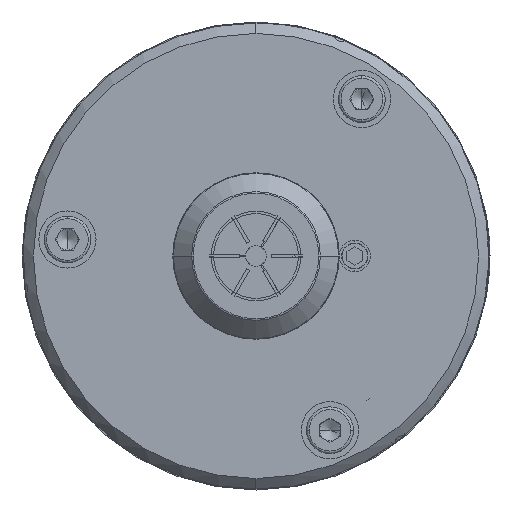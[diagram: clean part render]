
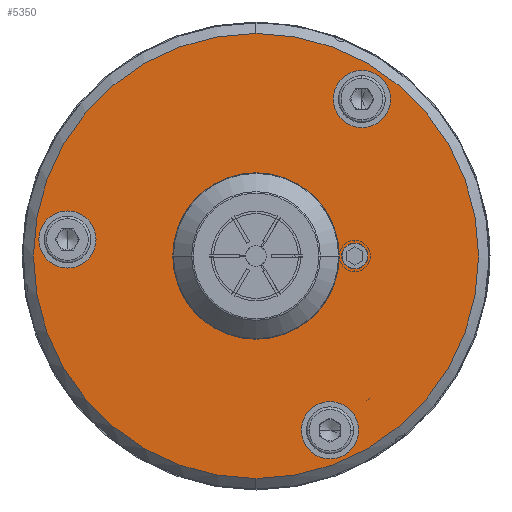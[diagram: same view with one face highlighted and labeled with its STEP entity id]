
A CAD part, left-side view. The second image highlights one B-rep face of the part: STEP entity #5350.
In plain terms, the highlighted planar face has unit normal (-1, 0, 0).
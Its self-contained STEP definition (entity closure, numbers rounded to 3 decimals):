
#162 = VERTEX_POINT ( 'NONE', #6983 ) ;
#163 = VERTEX_POINT ( 'NONE', #6986 ) ;
#208 = VERTEX_POINT ( 'NONE', #6378 ) ;
#229 = VERTEX_POINT ( 'NONE', #6265 ) ;
#252 = VERTEX_POINT ( 'NONE', #6739 ) ;
#264 = VERTEX_POINT ( 'NONE', #6515 ) ;
#288 = VERTEX_POINT ( 'NONE', #6933 ) ;
#301 = VERTEX_POINT ( 'NONE', #6668 ) ;
#386 = VERTEX_POINT ( 'NONE', #6766 ) ;
#455 = VERTEX_POINT ( 'NONE', #6921 ) ;
#485 = VERTEX_POINT ( 'NONE', #6871 ) ;
#527 = VERTEX_POINT ( 'NONE', #6376 ) ;
#1032 = EDGE_LOOP ( 'NONE', ( #4851, #4849 ) ) ;
#1397 = CARTESIAN_POINT ( 'NONE',  ( -125.9, -7.111, -16.753 ) ) ;
#1400 = DIRECTION ( 'NONE',  ( -1., 0., 0. ) ) ;
#1402 = DIRECTION ( 'NONE',  ( 0., 0., -1. ) ) ;
#1440 = DIRECTION ( 'NONE',  ( 1., 0., 0. ) ) ;
#1570 = DIRECTION ( 'NONE',  ( 0., 0., 1. ) ) ;
#1613 = CARTESIAN_POINT ( 'NONE',  ( -125.9, 18.131, 1.586 ) ) ;
#1632 = DIRECTION ( 'NONE',  ( -1., 0., 0. ) ) ;
#1648 = CARTESIAN_POINT ( 'NONE',  ( -125.9, 0., 0. ) ) ;
#1714 = CARTESIAN_POINT ( 'NONE',  ( -125.9, 0., 0. ) ) ;
#1729 = DIRECTION ( 'NONE',  ( 1., 0., 0. ) ) ;
#1734 = DIRECTION ( 'NONE',  ( 0., 0., -1. ) ) ;
#1747 = DIRECTION ( 'NONE',  ( 0., 0., 1. ) ) ;
#1789 = CIRCLE ( 'NONE', #10229, 2.75 ) ;
#1803 = CIRCLE ( 'NONE', #9589, 7.2 ) ;
#1871 = CIRCLE ( 'NONE', #9486, 21.4 ) ;
#1911 = CIRCLE ( 'NONE', #11339, 2.75 ) ;
#2235 = CIRCLE ( 'NONE', #9331, 7.2 ) ;
#2601 = CIRCLE ( 'NONE', #9948, 1.25 ) ;
#2636 = CIRCLE ( 'NONE', #9353, 2.75 ) ;
#2726 = CIRCLE ( 'NONE', #11361, 21.4 ) ;
#2811 = CIRCLE ( 'NONE', #11367, 2.75 ) ;
#3407 = DIRECTION ( 'NONE',  ( 0., 0., 1. ) ) ;
#3410 = CARTESIAN_POINT ( 'NONE',  ( -125.9, 22.4, 0. ) ) ;
#3411 = PLANE ( 'NONE',  #11335 ) ;
#3414 = DIRECTION ( 'NONE',  ( -1., 0., 0. ) ) ;
#4065 = CIRCLE ( 'NONE', #10610, 2.75 ) ;
#4265 = FACE_BOUND ( 'NONE', #9512, .T. ) ;
#4266 = FACE_BOUND ( 'NONE', #9513, .T. ) ;
#4267 = FACE_BOUND ( 'NONE', #9503, .T. ) ;
#4268 = FACE_BOUND ( 'NONE', #10726, .T. ) ;
#4270 = FACE_OUTER_BOUND ( 'NONE', #9510, .T. ) ;
#4272 = FACE_BOUND ( 'NONE', #1032, .T. ) ;
#4822 = ORIENTED_EDGE ( 'NONE', *, *, #5746, .F. ) ;
#4825 = ORIENTED_EDGE ( 'NONE', *, *, #6030, .T. ) ;
#4837 = ORIENTED_EDGE ( 'NONE', *, *, #9291, .F. ) ;
#4838 = ORIENTED_EDGE ( 'NONE', *, *, #5768, .F. ) ;
#4841 = ORIENTED_EDGE ( 'NONE', *, *, #10947, .F. ) ;
#4845 = ORIENTED_EDGE ( 'NONE', *, *, #9468, .T. ) ;
#4846 = ORIENTED_EDGE ( 'NONE', *, *, #5471, .F. ) ;
#4848 = ORIENTED_EDGE ( 'NONE', *, *, #9257, .F. ) ;
#4849 = ORIENTED_EDGE ( 'NONE', *, *, #5620, .F. ) ;
#4851 = ORIENTED_EDGE ( 'NONE', *, *, #9605, .F. ) ;
#4852 = ORIENTED_EDGE ( 'NONE', *, *, #10907, .F. ) ;
#4861 = ORIENTED_EDGE ( 'NONE', *, *, #5682, .F. ) ;
#5350 = ADVANCED_FACE ( 'NONE', ( #4270, #4266, #4272, #4267, #4268, #4265 ), #3411, .T. ) ;
#5471 = EDGE_CURVE ( 'NONE', #162, #264, #4065, .T. ) ;
#5620 = EDGE_CURVE ( 'NONE', #208, #163, #2811, .T. ) ;
#5682 = EDGE_CURVE ( 'NONE', #455, #386, #2726, .T. ) ;
#5746 = EDGE_CURVE ( 'NONE', #301, #288, #2636, .T. ) ;
#5768 = EDGE_CURVE ( 'NONE', #527, #485, #2601, .T. ) ;
#6030 = EDGE_CURVE ( 'NONE', #229, #252, #2235, .T. ) ;
#6265 = CARTESIAN_POINT ( 'NONE',  ( -125.9, 0., 7.2 ) ) ;
#6376 = CARTESIAN_POINT ( 'NONE',  ( -125.9, -9.5, -1.25 ) ) ;
#6378 = CARTESIAN_POINT ( 'NONE',  ( -125.9, 18.131, -1.164 ) ) ;
#6515 = CARTESIAN_POINT ( 'NONE',  ( -125.9, -10.177, 12.338 ) ) ;
#6668 = CARTESIAN_POINT ( 'NONE',  ( -125.9, -7.111, -19.503 ) ) ;
#6739 = CARTESIAN_POINT ( 'NONE',  ( -125.9, 0., -7.2 ) ) ;
#6766 = CARTESIAN_POINT ( 'NONE',  ( -125.9, 0., -21.4 ) ) ;
#6871 = CARTESIAN_POINT ( 'NONE',  ( -125.9, -9.5, 1.25 ) ) ;
#6921 = CARTESIAN_POINT ( 'NONE',  ( -125.9, 0., 21.4 ) ) ;
#6933 = CARTESIAN_POINT ( 'NONE',  ( -125.9, -7.111, -14.003 ) ) ;
#6983 = CARTESIAN_POINT ( 'NONE',  ( -125.9, -10.177, 17.838 ) ) ;
#6986 = CARTESIAN_POINT ( 'NONE',  ( -125.9, 18.131, 4.336 ) ) ;
#7381 = DIRECTION ( 'NONE',  ( 0., 0., -1. ) ) ;
#7384 = DIRECTION ( 'NONE',  ( 1., 0., 0. ) ) ;
#7386 = CARTESIAN_POINT ( 'NONE',  ( -125.9, 0., 0. ) ) ;
#7683 = DIRECTION ( 'NONE',  ( 0., 0., 1. ) ) ;
#7718 = CARTESIAN_POINT ( 'NONE',  ( -125.9, -10.177, 15.088 ) ) ;
#7763 = DIRECTION ( 'NONE',  ( 0., 0., 1. ) ) ;
#7764 = DIRECTION ( 'NONE',  ( -1., 0., 0. ) ) ;
#7766 = CARTESIAN_POINT ( 'NONE',  ( -125.9, 18.131, 1.586 ) ) ;
#7967 = DIRECTION ( 'NONE',  ( -1., 0., 0. ) ) ;
#8268 = CIRCLE ( 'NONE', #11198, 2.75 ) ;
#8273 = CIRCLE ( 'NONE', #11184, 1.25 ) ;
#8487 = CARTESIAN_POINT ( 'NONE',  ( -125.9, 0., 0. ) ) ;
#8771 = DIRECTION ( 'NONE',  ( 1., 0., 0. ) ) ;
#9111 = DIRECTION ( 'NONE',  ( 0., 0., -1. ) ) ;
#9257 = EDGE_CURVE ( 'NONE', #288, #301, #1911, .T. ) ;
#9291 = EDGE_CURVE ( 'NONE', #386, #455, #1871, .T. ) ;
#9331 = AXIS2_PLACEMENT_3D ( 'NONE', #8487, #8771, #9111 ) ;
#9353 = AXIS2_PLACEMENT_3D ( 'NONE', #12279, #12322, #12469 ) ;
#9468 = EDGE_CURVE ( 'NONE', #252, #229, #1803, .T. ) ;
#9486 = AXIS2_PLACEMENT_3D ( 'NONE', #1648, #1440, #1402 ) ;
#9503 = EDGE_LOOP ( 'NONE', ( #4846, #4852 ) ) ;
#9510 = EDGE_LOOP ( 'NONE', ( #4837, #4861 ) ) ;
#9512 = EDGE_LOOP ( 'NONE', ( #4845, #4825 ) ) ;
#9513 = EDGE_LOOP ( 'NONE', ( #4841, #4838 ) ) ;
#9589 = AXIS2_PLACEMENT_3D ( 'NONE', #1714, #1729, #1734 ) ;
#9605 = EDGE_CURVE ( 'NONE', #163, #208, #1789, .T. ) ;
#9948 = AXIS2_PLACEMENT_3D ( 'NONE', #12798, #12666, #12000 ) ;
#10229 = AXIS2_PLACEMENT_3D ( 'NONE', #1613, #1632, #1747 ) ;
#10610 = AXIS2_PLACEMENT_3D ( 'NONE', #7718, #7967, #7683 ) ;
#10726 = EDGE_LOOP ( 'NONE', ( #4848, #4822 ) ) ;
#10907 = EDGE_CURVE ( 'NONE', #264, #162, #8268, .T. ) ;
#10947 = EDGE_CURVE ( 'NONE', #485, #527, #8273, .T. ) ;
#11184 = AXIS2_PLACEMENT_3D ( 'NONE', #11561, #11821, #11560 ) ;
#11198 = AXIS2_PLACEMENT_3D ( 'NONE', #11591, #11588, #11739 ) ;
#11335 = AXIS2_PLACEMENT_3D ( 'NONE', #3410, #3414, #3407 ) ;
#11339 = AXIS2_PLACEMENT_3D ( 'NONE', #1397, #1400, #1570 ) ;
#11361 = AXIS2_PLACEMENT_3D ( 'NONE', #7386, #7384, #7381 ) ;
#11367 = AXIS2_PLACEMENT_3D ( 'NONE', #7766, #7764, #7763 ) ;
#11560 = DIRECTION ( 'NONE',  ( 0., 0., 1. ) ) ;
#11561 = CARTESIAN_POINT ( 'NONE',  ( -125.9, -9.5, 0. ) ) ;
#11588 = DIRECTION ( 'NONE',  ( -1., 0., 0. ) ) ;
#11591 = CARTESIAN_POINT ( 'NONE',  ( -125.9, -10.177, 15.088 ) ) ;
#11739 = DIRECTION ( 'NONE',  ( 0., 0., 1. ) ) ;
#11821 = DIRECTION ( 'NONE',  ( -1., 0., 0. ) ) ;
#12000 = DIRECTION ( 'NONE',  ( 0., 0., 1. ) ) ;
#12279 = CARTESIAN_POINT ( 'NONE',  ( -125.9, -7.111, -16.753 ) ) ;
#12322 = DIRECTION ( 'NONE',  ( -1., 0., 0. ) ) ;
#12469 = DIRECTION ( 'NONE',  ( 0., 0., 1. ) ) ;
#12666 = DIRECTION ( 'NONE',  ( -1., 0., 0. ) ) ;
#12798 = CARTESIAN_POINT ( 'NONE',  ( -125.9, -9.5, 0. ) ) ;
